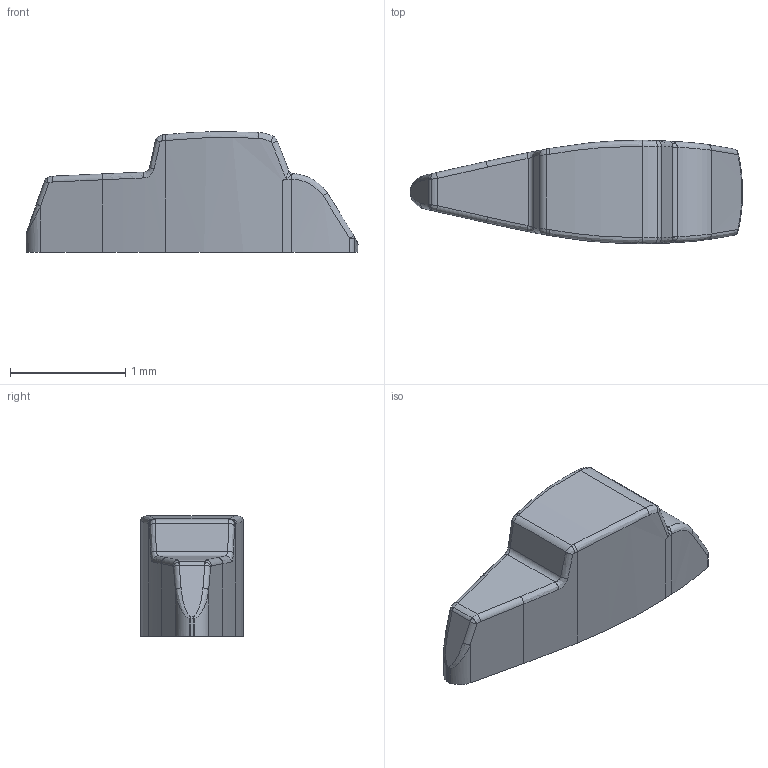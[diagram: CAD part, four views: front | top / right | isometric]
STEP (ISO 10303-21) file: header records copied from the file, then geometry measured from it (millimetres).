
FILE_DESCRIPTION(/* description */ (''),/* implementation_level */ '2;1');
FILE_NAME(/* name */ 'upperBody_coupe.stp',/* time_stamp */ '2025-04-15T21:10:56+02:00',/* author */ ('Matte'),/* organization */ (''),/* preprocessor_version */ 'ST-DEVELOPER v20',/* originating_system */ 'Autodesk Inventor 2025',/* authorisation */ '');
FILE_SCHEMA (('AUTOMOTIVE_DESIGN { 1 0 10303 214 3 1 1 }'));
Length unit declared in the file: millimetre
Products named in the file (1): upperBody
Bounding box: 2.88 x 0.9 x 1.05 mm (x, y, z)
Volume: 1.6 mm3; surface area: 9 mm2
Topology: 1 solids, 1 shells, 89 faces, 213 edges, 122 vertices
Faces by surface type: bspline 46, cylinder 32, plane 9, sphere 2
Entity records: 3560 total; most frequent: CARTESIAN_POINT 1639, ORIENTED_EDGE 418, DIRECTION 357, EDGE_CURVE 209, AXIS2_PLACEMENT_3D 154, VERTEX_POINT 122, FACE_OUTER_BOUND 89, EDGE_LOOP 89
